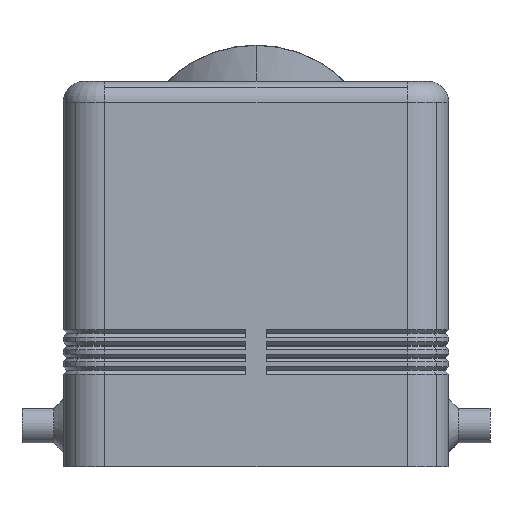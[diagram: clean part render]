
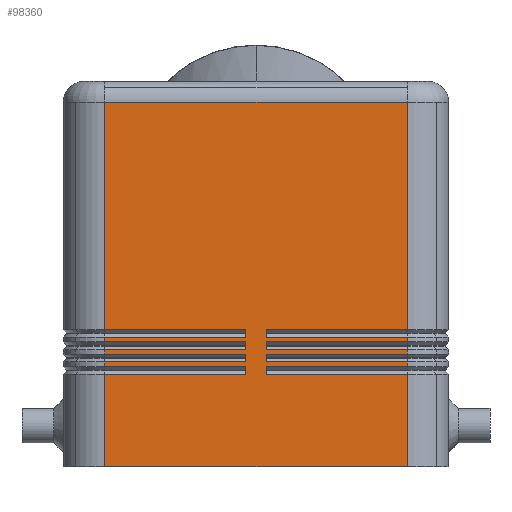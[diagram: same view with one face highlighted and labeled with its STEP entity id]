
A CAD part, left-side view. The second image highlights one B-rep face of the part: STEP entity #98360.
In plain terms, the highlighted planar face has unit normal (-1, 0, 0).
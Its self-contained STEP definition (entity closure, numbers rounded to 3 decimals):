
#2400=CARTESIAN_POINT('',(-41.,-22.,13.45));
#2410=VERTEX_POINT('',#2400);
#5590=CARTESIAN_POINT('',(-41.,-22.,15.25));
#5600=VERTEX_POINT('',#5590);
#8290=CARTESIAN_POINT('',(-41.,-22.,17.05));
#8300=VERTEX_POINT('',#8290);
#10500=CARTESIAN_POINT('',(-41.,-22.,18.85));
#10510=VERTEX_POINT('',#10500);
#13220=CARTESIAN_POINT('',(-41.,22.,13.45));
#13230=VERTEX_POINT('',#13220);
#13260=CARTESIAN_POINT('',(-41.,22.,0.));
#13270=DIRECTION('',(0.,0.,1.));
#13280=VECTOR('',#13270,13.45);
#13290=LINE('',#13260,#13280);
#13300=CARTESIAN_POINT('',(-41.,22.,0.));
#13310=VERTEX_POINT('',#13300);
#13320=EDGE_CURVE('',#13310,#13230,#13290,.T.);
#15120=CARTESIAN_POINT('',(-41.,22.,14.55));
#15130=VERTEX_POINT('',#15120);
#17000=CARTESIAN_POINT('',(-41.,22.,18.85));
#17010=VERTEX_POINT('',#17000);
#17040=CARTESIAN_POINT('',(-41.,22.,18.15));
#17050=DIRECTION('',(0.,0.,1.));
#17060=VECTOR('',#17050,0.7);
#17070=LINE('',#17040,#17060);
#17080=CARTESIAN_POINT('',(-41.,22.,18.15));
#17090=VERTEX_POINT('',#17080);
#17100=EDGE_CURVE('',#17090,#17010,#17070,.T.);
#17490=CARTESIAN_POINT('',(-41.,22.,15.25));
#17500=VERTEX_POINT('',#17490);
#17530=CARTESIAN_POINT('',(-41.,22.,14.55));
#17540=DIRECTION('',(0.,0.,1.));
#17550=VECTOR('',#17540,0.7);
#17560=LINE('',#17530,#17550);
#17570=EDGE_CURVE('',#15130,#17500,#17560,.T.);
#18820=CARTESIAN_POINT('',(-41.,22.,17.05));
#18830=VERTEX_POINT('',#18820);
#18860=CARTESIAN_POINT('',(-41.,22.,16.35));
#18870=DIRECTION('',(0.,0.,1.));
#18880=VECTOR('',#18870,0.7);
#18890=LINE('',#18860,#18880);
#18900=CARTESIAN_POINT('',(-41.,22.,16.35));
#18910=VERTEX_POINT('',#18900);
#18920=EDGE_CURVE('',#18910,#18830,#18890,.T.);
#23220=CARTESIAN_POINT('',(-41.,22.,19.95));
#23230=VERTEX_POINT('',#23220);
#45170=CARTESIAN_POINT('',(-41.,22.,53.));
#45180=VERTEX_POINT('',#45170);
#45210=CARTESIAN_POINT('',(-41.,22.,19.95));
#45220=DIRECTION('',(0.,0.,1.));
#45230=VECTOR('',#45220,33.05);
#45240=LINE('',#45210,#45230);
#45250=EDGE_CURVE('',#23230,#45180,#45240,.T.);
#93320=CARTESIAN_POINT('',(-41.,-22.,53.));
#93330=VERTEX_POINT('',#93320);
#93360=CARTESIAN_POINT('',(-41.,22.,53.));
#93370=DIRECTION('',(0.,-1.,0.));
#93380=VECTOR('',#93370,44.);
#93390=LINE('',#93360,#93380);
#93400=EDGE_CURVE('',#45180,#93330,#93390,.T.);
#95860=CARTESIAN_POINT('',(-41.,-22.,19.95));
#95870=VERTEX_POINT('',#95860);
#95900=CARTESIAN_POINT('',(-41.,-22.,53.));
#95910=DIRECTION('',(0.,0.,-1.));
#95920=VECTOR('',#95910,33.05);
#95930=LINE('',#95900,#95920);
#95940=EDGE_CURVE('',#93330,#95870,#95930,.T.);
#96080=CARTESIAN_POINT('',(-41.,-28.,0.));
#96090=DIRECTION('',(-1.,0.,0.));
#96100=DIRECTION('',(0.,0.,1.));
#96110=AXIS2_PLACEMENT_3D('',#96080,#96090,#96100);
#96120=PLANE('',#96110);
#96130=ORIENTED_EDGE('',*,*,#95940,.F.);
#96140=CARTESIAN_POINT('',(-41.,-22.,19.95));
#96150=DIRECTION('',(0.,1.,0.));
#96160=VECTOR('',#96150,20.5);
#96170=LINE('',#96140,#96160);
#96180=CARTESIAN_POINT('',(-41.,-1.5,19.95));
#96190=VERTEX_POINT('',#96180);
#96200=EDGE_CURVE('',#95870,#96190,#96170,.T.);
#96210=ORIENTED_EDGE('',*,*,#96200,.F.);
#96220=CARTESIAN_POINT('',(-41.,-1.5,19.95));
#96230=DIRECTION('',(0.,0.,-1.));
#96240=VECTOR('',#96230,1.1);
#96250=LINE('',#96220,#96240);
#96260=CARTESIAN_POINT('',(-41.,-1.5,18.85));
#96270=VERTEX_POINT('',#96260);
#96280=EDGE_CURVE('',#96190,#96270,#96250,.T.);
#96290=ORIENTED_EDGE('',*,*,#96280,.F.);
#96300=CARTESIAN_POINT('',(-41.,-1.5,18.85));
#96310=DIRECTION('',(0.,-1.,0.));
#96320=VECTOR('',#96310,20.5);
#96330=LINE('',#96300,#96320);
#96340=EDGE_CURVE('',#96270,#10510,#96330,.T.);
#96350=ORIENTED_EDGE('',*,*,#96340,.F.);
#96360=CARTESIAN_POINT('',(-41.,-22.,18.85));
#96370=DIRECTION('',(0.,0.,-1.));
#96380=VECTOR('',#96370,0.7);
#96390=LINE('',#96360,#96380);
#96400=CARTESIAN_POINT('',(-41.,-22.,18.15));
#96410=VERTEX_POINT('',#96400);
#96420=EDGE_CURVE('',#10510,#96410,#96390,.T.);
#96430=ORIENTED_EDGE('',*,*,#96420,.F.);
#96440=CARTESIAN_POINT('',(-41.,-22.,18.15));
#96450=DIRECTION('',(0.,1.,0.));
#96460=VECTOR('',#96450,20.5);
#96470=LINE('',#96440,#96460);
#96480=CARTESIAN_POINT('',(-41.,-1.5,18.15));
#96490=VERTEX_POINT('',#96480);
#96500=EDGE_CURVE('',#96410,#96490,#96470,.T.);
#96510=ORIENTED_EDGE('',*,*,#96500,.F.);
#96520=CARTESIAN_POINT('',(-41.,-1.5,18.15));
#96530=DIRECTION('',(0.,0.,-1.));
#96540=VECTOR('',#96530,1.1);
#96550=LINE('',#96520,#96540);
#96560=CARTESIAN_POINT('',(-41.,-1.5,17.05));
#96570=VERTEX_POINT('',#96560);
#96580=EDGE_CURVE('',#96490,#96570,#96550,.T.);
#96590=ORIENTED_EDGE('',*,*,#96580,.F.);
#96600=CARTESIAN_POINT('',(-41.,-1.5,17.05));
#96610=DIRECTION('',(0.,-1.,0.));
#96620=VECTOR('',#96610,20.5);
#96630=LINE('',#96600,#96620);
#96640=EDGE_CURVE('',#96570,#8300,#96630,.T.);
#96650=ORIENTED_EDGE('',*,*,#96640,.F.);
#96660=CARTESIAN_POINT('',(-41.,-22.,17.05));
#96670=DIRECTION('',(0.,0.,-1.));
#96680=VECTOR('',#96670,0.7);
#96690=LINE('',#96660,#96680);
#96700=CARTESIAN_POINT('',(-41.,-22.,16.35));
#96710=VERTEX_POINT('',#96700);
#96720=EDGE_CURVE('',#8300,#96710,#96690,.T.);
#96730=ORIENTED_EDGE('',*,*,#96720,.F.);
#96740=CARTESIAN_POINT('',(-41.,-22.,16.35));
#96750=DIRECTION('',(0.,1.,0.));
#96760=VECTOR('',#96750,20.5);
#96770=LINE('',#96740,#96760);
#96780=CARTESIAN_POINT('',(-41.,-1.5,16.35));
#96790=VERTEX_POINT('',#96780);
#96800=EDGE_CURVE('',#96710,#96790,#96770,.T.);
#96810=ORIENTED_EDGE('',*,*,#96800,.F.);
#96820=CARTESIAN_POINT('',(-41.,-1.5,16.35));
#96830=DIRECTION('',(0.,0.,-1.));
#96840=VECTOR('',#96830,1.1);
#96850=LINE('',#96820,#96840);
#96860=CARTESIAN_POINT('',(-41.,-1.5,15.25));
#96870=VERTEX_POINT('',#96860);
#96880=EDGE_CURVE('',#96790,#96870,#96850,.T.);
#96890=ORIENTED_EDGE('',*,*,#96880,.F.);
#96900=CARTESIAN_POINT('',(-41.,-1.5,15.25));
#96910=DIRECTION('',(0.,-1.,0.));
#96920=VECTOR('',#96910,20.5);
#96930=LINE('',#96900,#96920);
#96940=EDGE_CURVE('',#96870,#5600,#96930,.T.);
#96950=ORIENTED_EDGE('',*,*,#96940,.F.);
#96960=CARTESIAN_POINT('',(-41.,-22.,15.25));
#96970=DIRECTION('',(0.,0.,-1.));
#96980=VECTOR('',#96970,0.7);
#96990=LINE('',#96960,#96980);
#97000=CARTESIAN_POINT('',(-41.,-22.,14.55));
#97010=VERTEX_POINT('',#97000);
#97020=EDGE_CURVE('',#5600,#97010,#96990,.T.);
#97030=ORIENTED_EDGE('',*,*,#97020,.F.);
#97040=CARTESIAN_POINT('',(-41.,-22.,14.55));
#97050=DIRECTION('',(0.,1.,0.));
#97060=VECTOR('',#97050,20.5);
#97070=LINE('',#97040,#97060);
#97080=CARTESIAN_POINT('',(-41.,-1.5,14.55));
#97090=VERTEX_POINT('',#97080);
#97100=EDGE_CURVE('',#97010,#97090,#97070,.T.);
#97110=ORIENTED_EDGE('',*,*,#97100,.F.);
#97120=CARTESIAN_POINT('',(-41.,-1.5,14.55));
#97130=DIRECTION('',(0.,0.,-1.));
#97140=VECTOR('',#97130,1.1);
#97150=LINE('',#97120,#97140);
#97160=CARTESIAN_POINT('',(-41.,-1.5,13.45));
#97170=VERTEX_POINT('',#97160);
#97180=EDGE_CURVE('',#97090,#97170,#97150,.T.);
#97190=ORIENTED_EDGE('',*,*,#97180,.F.);
#97200=CARTESIAN_POINT('',(-41.,-1.5,13.45));
#97210=DIRECTION('',(0.,-1.,0.));
#97220=VECTOR('',#97210,20.5);
#97230=LINE('',#97200,#97220);
#97240=EDGE_CURVE('',#97170,#2410,#97230,.T.);
#97250=ORIENTED_EDGE('',*,*,#97240,.F.);
#97260=CARTESIAN_POINT('',(-41.,-22.,13.45));
#97270=DIRECTION('',(0.,0.,-1.));
#97280=VECTOR('',#97270,13.45);
#97290=LINE('',#97260,#97280);
#97300=CARTESIAN_POINT('',(-41.,-22.,0.));
#97310=VERTEX_POINT('',#97300);
#97320=EDGE_CURVE('',#2410,#97310,#97290,.T.);
#97330=ORIENTED_EDGE('',*,*,#97320,.F.);
#97340=CARTESIAN_POINT('',(-41.,-22.,0.));
#97350=DIRECTION('',(0.,1.,0.));
#97360=VECTOR('',#97350,44.);
#97370=LINE('',#97340,#97360);
#97380=EDGE_CURVE('',#97310,#13310,#97370,.T.);
#97390=ORIENTED_EDGE('',*,*,#97380,.F.);
#97400=ORIENTED_EDGE('',*,*,#13320,.F.);
#97410=CARTESIAN_POINT('',(-41.,22.,13.45));
#97420=DIRECTION('',(0.,-1.,0.));
#97430=VECTOR('',#97420,20.5);
#97440=LINE('',#97410,#97430);
#97450=CARTESIAN_POINT('',(-41.,1.5,13.45));
#97460=VERTEX_POINT('',#97450);
#97470=EDGE_CURVE('',#13230,#97460,#97440,.T.);
#97480=ORIENTED_EDGE('',*,*,#97470,.F.);
#97490=CARTESIAN_POINT('',(-41.,1.5,13.45));
#97500=DIRECTION('',(0.,0.,1.));
#97510=VECTOR('',#97500,1.1);
#97520=LINE('',#97490,#97510);
#97530=CARTESIAN_POINT('',(-41.,1.5,14.55));
#97540=VERTEX_POINT('',#97530);
#97550=EDGE_CURVE('',#97460,#97540,#97520,.T.);
#97560=ORIENTED_EDGE('',*,*,#97550,.F.);
#97570=CARTESIAN_POINT('',(-41.,1.5,14.55));
#97580=DIRECTION('',(0.,1.,0.));
#97590=VECTOR('',#97580,20.5);
#97600=LINE('',#97570,#97590);
#97610=EDGE_CURVE('',#97540,#15130,#97600,.T.);
#97620=ORIENTED_EDGE('',*,*,#97610,.F.);
#97630=ORIENTED_EDGE('',*,*,#17570,.F.);
#97640=CARTESIAN_POINT('',(-41.,22.,15.25));
#97650=DIRECTION('',(0.,-1.,0.));
#97660=VECTOR('',#97650,20.5);
#97670=LINE('',#97640,#97660);
#97680=CARTESIAN_POINT('',(-41.,1.5,15.25));
#97690=VERTEX_POINT('',#97680);
#97700=EDGE_CURVE('',#17500,#97690,#97670,.T.);
#97710=ORIENTED_EDGE('',*,*,#97700,.F.);
#97720=CARTESIAN_POINT('',(-41.,1.5,15.25));
#97730=DIRECTION('',(0.,0.,1.));
#97740=VECTOR('',#97730,1.1);
#97750=LINE('',#97720,#97740);
#97760=CARTESIAN_POINT('',(-41.,1.5,16.35));
#97770=VERTEX_POINT('',#97760);
#97780=EDGE_CURVE('',#97690,#97770,#97750,.T.);
#97790=ORIENTED_EDGE('',*,*,#97780,.F.);
#97800=CARTESIAN_POINT('',(-41.,1.5,16.35));
#97810=DIRECTION('',(0.,1.,0.));
#97820=VECTOR('',#97810,20.5);
#97830=LINE('',#97800,#97820);
#97840=EDGE_CURVE('',#97770,#18910,#97830,.T.);
#97850=ORIENTED_EDGE('',*,*,#97840,.F.);
#97860=ORIENTED_EDGE('',*,*,#18920,.F.);
#97870=CARTESIAN_POINT('',(-41.,22.,17.05));
#97880=DIRECTION('',(0.,-1.,0.));
#97890=VECTOR('',#97880,20.5);
#97900=LINE('',#97870,#97890);
#97910=CARTESIAN_POINT('',(-41.,1.5,17.05));
#97920=VERTEX_POINT('',#97910);
#97930=EDGE_CURVE('',#18830,#97920,#97900,.T.);
#97940=ORIENTED_EDGE('',*,*,#97930,.F.);
#97950=CARTESIAN_POINT('',(-41.,1.5,17.05));
#97960=DIRECTION('',(0.,0.,1.));
#97970=VECTOR('',#97960,1.1);
#97980=LINE('',#97950,#97970);
#97990=CARTESIAN_POINT('',(-41.,1.5,18.15));
#98000=VERTEX_POINT('',#97990);
#98010=EDGE_CURVE('',#97920,#98000,#97980,.T.);
#98020=ORIENTED_EDGE('',*,*,#98010,.F.);
#98030=CARTESIAN_POINT('',(-41.,1.5,18.15));
#98040=DIRECTION('',(0.,1.,0.));
#98050=VECTOR('',#98040,20.5);
#98060=LINE('',#98030,#98050);
#98070=EDGE_CURVE('',#98000,#17090,#98060,.T.);
#98080=ORIENTED_EDGE('',*,*,#98070,.F.);
#98090=ORIENTED_EDGE('',*,*,#17100,.F.);
#98100=CARTESIAN_POINT('',(-41.,22.,18.85));
#98110=DIRECTION('',(0.,-1.,0.));
#98120=VECTOR('',#98110,20.5);
#98130=LINE('',#98100,#98120);
#98140=CARTESIAN_POINT('',(-41.,1.5,18.85));
#98150=VERTEX_POINT('',#98140);
#98160=EDGE_CURVE('',#17010,#98150,#98130,.T.);
#98170=ORIENTED_EDGE('',*,*,#98160,.F.);
#98180=CARTESIAN_POINT('',(-41.,1.5,18.85));
#98190=DIRECTION('',(0.,0.,1.));
#98200=VECTOR('',#98190,1.1);
#98210=LINE('',#98180,#98200);
#98220=CARTESIAN_POINT('',(-41.,1.5,19.95));
#98230=VERTEX_POINT('',#98220);
#98240=EDGE_CURVE('',#98150,#98230,#98210,.T.);
#98250=ORIENTED_EDGE('',*,*,#98240,.F.);
#98260=CARTESIAN_POINT('',(-41.,1.5,19.95));
#98270=DIRECTION('',(0.,1.,0.));
#98280=VECTOR('',#98270,20.5);
#98290=LINE('',#98260,#98280);
#98300=EDGE_CURVE('',#98230,#23230,#98290,.T.);
#98310=ORIENTED_EDGE('',*,*,#98300,.F.);
#98320=ORIENTED_EDGE('',*,*,#45250,.F.);
#98330=ORIENTED_EDGE('',*,*,#93400,.F.);
#98340=EDGE_LOOP('',(#98330,#98320,#98310,#98250,#98170,#98090,#98080,
#98020,#97940,#97860,#97850,#97790,#97710,#97630,#97620,#97560,#97480,
#97400,#97390,#97330,#97250,#97190,#97110,#97030,#96950,#96890,#96810,
#96730,#96650,#96590,#96510,#96430,#96350,#96290,#96210,#96130));
#98350=FACE_OUTER_BOUND('',#98340,.T.);
#98360=ADVANCED_FACE('',(#98350),#96120,.T.);
